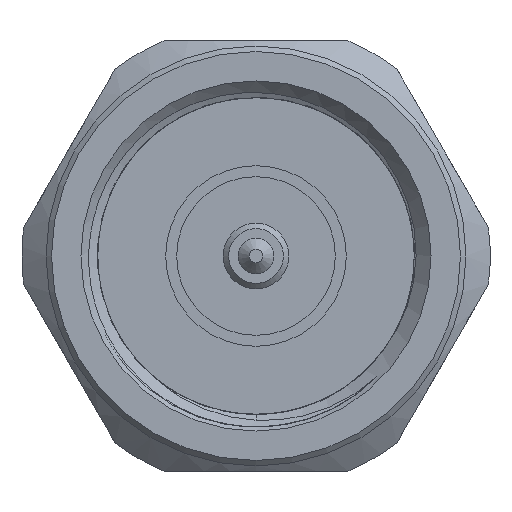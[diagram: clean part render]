
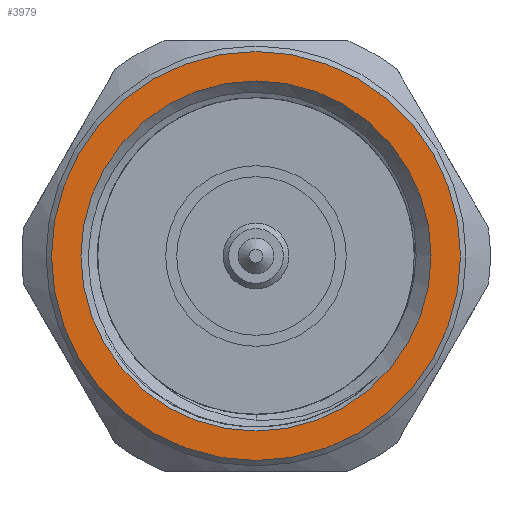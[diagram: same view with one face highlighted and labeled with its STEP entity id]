
A CAD part, front view. The second image highlights one B-rep face of the part: STEP entity #3979.
In plain terms, the highlighted planar face has unit normal (0, -1, 0).
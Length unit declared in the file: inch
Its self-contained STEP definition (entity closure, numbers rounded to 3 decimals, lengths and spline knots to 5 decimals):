
#55 = DIRECTION ( 'NONE',  ( 0., 0., -1. ) ) ;
#80 = AXIS2_PLACEMENT_3D ( 'NONE', #416, #674, #1646 ) ;
#92 = VERTEX_POINT ( 'NONE', #1361 ) ;
#160 = AXIS2_PLACEMENT_3D ( 'NONE', #1246, #2530, #871 ) ;
#246 = EDGE_LOOP ( 'NONE', ( #2893 ) ) ;
#416 = CARTESIAN_POINT ( 'NONE',  ( -0.36879, -0.897, 0. ) ) ;
#455 = VERTEX_POINT ( 'NONE', #475 ) ;
#475 = CARTESIAN_POINT ( 'NONE',  ( 0., -0.897, -0.32 ) ) ;
#674 = DIRECTION ( 'NONE',  ( 0., 1., 0. ) ) ;
#700 = EDGE_LOOP ( 'NONE', ( #2839 ) ) ;
#739 = PLANE ( 'NONE',  #80 ) ;
#871 = DIRECTION ( 'NONE',  ( 0., 0., 1. ) ) ;
#1160 = EDGE_CURVE ( 'NONE', #92, #92, #3558, .T. ) ;
#1246 = CARTESIAN_POINT ( 'NONE',  ( 0., -0.897, 0. ) ) ;
#1361 = CARTESIAN_POINT ( 'NONE',  ( 0., -0.897, 0.37379 ) ) ;
#1646 = DIRECTION ( 'NONE',  ( 0., 0., 1. ) ) ;
#1688 = DIRECTION ( 'NONE',  ( 0., -1., 0. ) ) ;
#2257 = FACE_BOUND ( 'NONE', #700, .T. ) ;
#2273 = CARTESIAN_POINT ( 'NONE',  ( 0., -0.897, 0. ) ) ;
#2359 = CIRCLE ( 'NONE', #2412, 0.32 ) ;
#2412 = AXIS2_PLACEMENT_3D ( 'NONE', #2273, #1688, #55 ) ;
#2530 = DIRECTION ( 'NONE',  ( 0., -1., 0. ) ) ;
#2839 = ORIENTED_EDGE ( 'NONE', *, *, #4007, .F. ) ;
#2893 = ORIENTED_EDGE ( 'NONE', *, *, #1160, .T. ) ;
#3532 = FACE_OUTER_BOUND ( 'NONE', #246, .T. ) ;
#3558 = CIRCLE ( 'NONE', #160, 0.37379 ) ;
#3979 = ADVANCED_FACE ( 'NONE', ( #3532, #2257 ), #739, .F. ) ;
#4007 = EDGE_CURVE ( 'NONE', #455, #455, #2359, .T. ) ;
